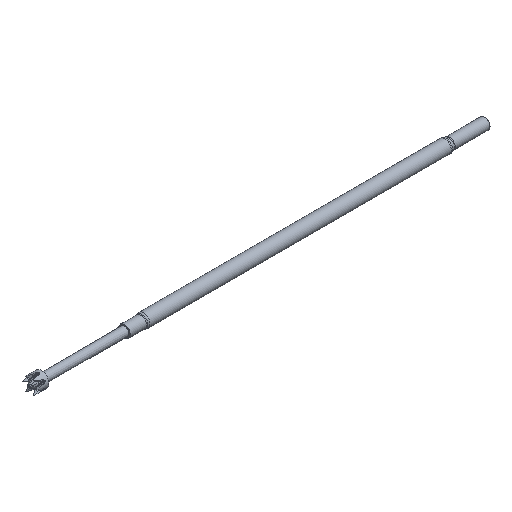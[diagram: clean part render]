
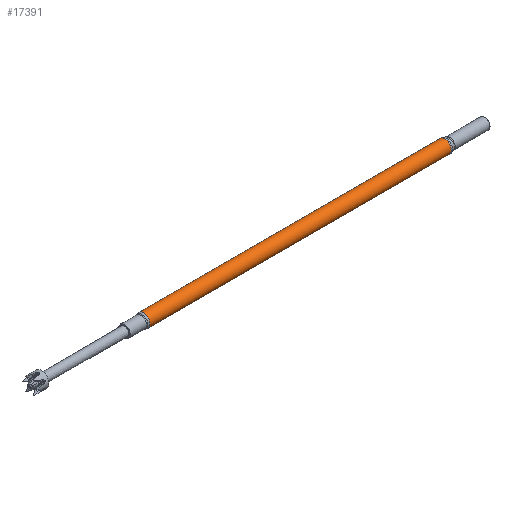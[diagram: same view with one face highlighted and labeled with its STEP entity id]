
A CAD part, isometric view. The second image highlights one B-rep face of the part: STEP entity #17391.
In plain terms, the highlighted cylindrical face has radius 0.51 mm (diameter 1.021 mm), a full revolution.
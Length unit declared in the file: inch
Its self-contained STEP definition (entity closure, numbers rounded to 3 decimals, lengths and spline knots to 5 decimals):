
#347 = AXIS2_PLACEMENT_3D ( 'NONE', #16833, #8029, #22058 ) ;
#1308 = EDGE_CURVE ( 'NONE', #4162, #4162, #18709, .T. ) ;
#1885 = DIRECTION ( 'NONE',  ( 0., 0., -1. ) ) ;
#2704 = CYLINDRICAL_SURFACE ( 'NONE', #347, 0.0201 ) ;
#2744 = AXIS2_PLACEMENT_3D ( 'NONE', #17756, #17984, #1885 ) ;
#2808 = AXIS2_PLACEMENT_3D ( 'NONE', #19026, #15433, #4670 ) ;
#4162 = VERTEX_POINT ( 'NONE', #21999 ) ;
#4670 = DIRECTION ( 'NONE',  ( 0., 0., -1. ) ) ;
#6810 = CIRCLE ( 'NONE', #2744, 0.0201 ) ;
#7968 = VERTEX_POINT ( 'NONE', #22110 ) ;
#8029 = DIRECTION ( 'NONE',  ( 1., 0., 0. ) ) ;
#8818 = EDGE_CURVE ( 'NONE', #7968, #7968, #6810, .T. ) ;
#9542 = FACE_OUTER_BOUND ( 'NONE', #20365, .T. ) ;
#9595 = ORIENTED_EDGE ( 'NONE', *, *, #1308, .T. ) ;
#10858 = ORIENTED_EDGE ( 'NONE', *, *, #8818, .F. ) ;
#15433 = DIRECTION ( 'NONE',  ( 1., 0., 0. ) ) ;
#16833 = CARTESIAN_POINT ( 'NONE',  ( 1.1655, 0., 0. ) ) ;
#17391 = ADVANCED_FACE ( 'NONE', ( #18464, #9542 ), #2704, .T. ) ;
#17756 = CARTESIAN_POINT ( 'NONE',  ( 0.986, 0., 0. ) ) ;
#17984 = DIRECTION ( 'NONE',  ( 1., 0., 0. ) ) ;
#18464 = FACE_OUTER_BOUND ( 'NONE', #20247, .T. ) ;
#18709 = CIRCLE ( 'NONE', #2808, 0.0201 ) ;
#19026 = CARTESIAN_POINT ( 'NONE',  ( 0.05786, 0., 0. ) ) ;
#20247 = EDGE_LOOP ( 'NONE', ( #10858 ) ) ;
#20365 = EDGE_LOOP ( 'NONE', ( #9595 ) ) ;
#21999 = CARTESIAN_POINT ( 'NONE',  ( 0.05786, 0., -0.0201 ) ) ;
#22058 = DIRECTION ( 'NONE',  ( 0., 0., -1. ) ) ;
#22110 = CARTESIAN_POINT ( 'NONE',  ( 0.986, 0., -0.0201 ) ) ;
